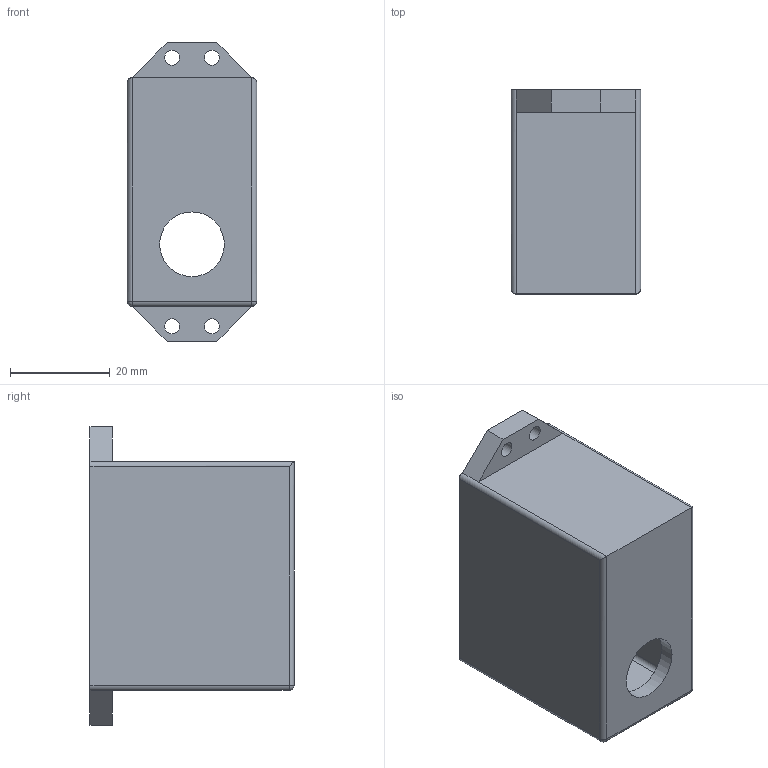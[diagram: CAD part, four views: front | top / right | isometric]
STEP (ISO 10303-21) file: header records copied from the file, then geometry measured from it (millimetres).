
FILE_DESCRIPTION(/* description */ ('STEP AP214'),/* implementation_level */ '2;1');
FILE_NAME(/* name */ '684fe94000cc853bb40a9544',/* time_stamp */ '2025-06-16T09:52:01Z',/* author */ (''),/* organization */ (''),/* preprocessor_version */ 'ST-DEVELOPER v20',/* originating_system */ 'ONSHAPE BY PTC INC, 1.199',/* authorisation */ ' ');
FILE_SCHEMA (('AUTOMOTIVE_DESIGN {1 0 10303 214 3 1 1}'));
Length unit declared in the file: metre
Products named in the file (1): servo_holder_2
Bounding box: 26 x 41 x 60 mm (x, y, z)
Volume: 18991 mm3; surface area: 13108.6 mm2
Topology: 1 solids, 1 shells, 43 faces, 104 edges, 64 vertices
Faces by surface type: plane 23, cylinder 18, sphere 2
Full cylindrical faces by diameter (mm): 3 x4, 13 x1
Entity records: 1269 total; most frequent: DIRECTION 217, CARTESIAN_POINT 207, ORIENTED_EDGE 198, EDGE_CURVE 99, AXIS2_PLACEMENT_3D 74, LINE 69, VECTOR 69, VERTEX_POINT 64
